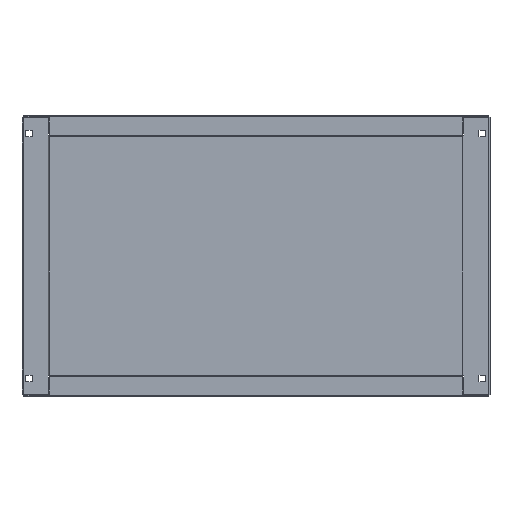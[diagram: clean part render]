
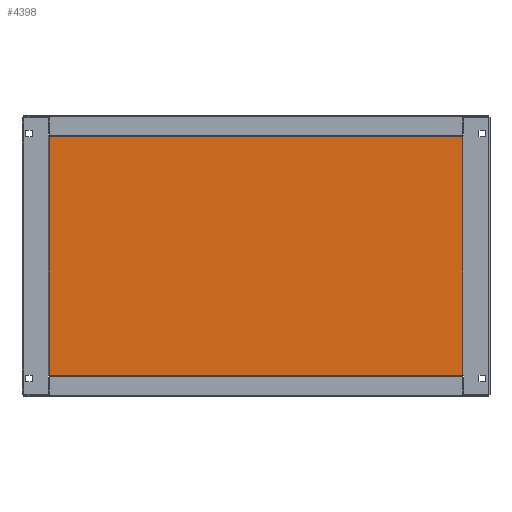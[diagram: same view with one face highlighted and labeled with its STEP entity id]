
A CAD part, top view. The second image highlights one B-rep face of the part: STEP entity #4398.
In plain terms, the highlighted planar face has unit normal (0, 0, 1).
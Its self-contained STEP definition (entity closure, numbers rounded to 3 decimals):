
#406 = EDGE_LOOP ( 'NONE', ( #983, #920, #1039, #970 ) ) ;
#920 = ORIENTED_EDGE ( 'NONE', *, *, #3726, .T. ) ;
#970 = ORIENTED_EDGE ( 'NONE', *, *, #3728, .T. ) ;
#983 = ORIENTED_EDGE ( 'NONE', *, *, #3727, .T. ) ;
#1039 = ORIENTED_EDGE ( 'NONE', *, *, #3725, .T. ) ;
#1132 = CARTESIAN_POINT ( 'NONE',  ( 295.49, 170.49, 1.5 ) ) ;
#1141 = CARTESIAN_POINT ( 'NONE',  ( -295.49, 170.49, 1.5 ) ) ;
#1631 = FACE_OUTER_BOUND ( 'NONE', #406, .T. ) ;
#1692 = LINE ( 'NONE', #3127, #1706 ) ;
#1701 = VECTOR ( 'NONE', #3072, 1000. ) ;
#1702 = LINE ( 'NONE', #3079, #1701 ) ;
#1703 = VECTOR ( 'NONE', #3086, 1000. ) ;
#1704 = LINE ( 'NONE', #3087, #1703 ) ;
#1706 = VECTOR ( 'NONE', #3092, 1000. ) ;
#1707 = VECTOR ( 'NONE', #3098, 1000. ) ;
#1709 = LINE ( 'NONE', #3103, #1707 ) ;
#2420 = DIRECTION ( 'NONE',  ( 0., 0., 1. ) ) ;
#2424 = DIRECTION ( 'NONE',  ( 1., 0., 0. ) ) ;
#2429 = PLANE ( 'NONE',  #3566 ) ;
#2443 = CARTESIAN_POINT ( 'NONE',  ( -295.5, -171.5, 1.5 ) ) ;
#2846 = CARTESIAN_POINT ( 'NONE',  ( -295.49, -170.49, 1.5 ) ) ;
#3059 = CARTESIAN_POINT ( 'NONE',  ( 295.49, -170.49, 1.5 ) ) ;
#3072 = DIRECTION ( 'NONE',  ( -1., 0., 0. ) ) ;
#3079 = CARTESIAN_POINT ( 'NONE',  ( 295.49, 170.49, 1.5 ) ) ;
#3086 = DIRECTION ( 'NONE',  ( 0., -1., 0. ) ) ;
#3087 = CARTESIAN_POINT ( 'NONE',  ( -295.49, 171.5, 1.5 ) ) ;
#3092 = DIRECTION ( 'NONE',  ( 1., 0., 0. ) ) ;
#3098 = DIRECTION ( 'NONE',  ( 0., 1., 0. ) ) ;
#3103 = CARTESIAN_POINT ( 'NONE',  ( 295.49, -171.5, 1.5 ) ) ;
#3127 = CARTESIAN_POINT ( 'NONE',  ( -295.49, -170.49, 1.5 ) ) ;
#3566 = AXIS2_PLACEMENT_3D ( 'NONE', #2443, #2420, #2424 ) ;
#3725 = EDGE_CURVE ( 'NONE', #3795, #4316, #1709, .T. ) ;
#3726 = EDGE_CURVE ( 'NONE', #3875, #3795, #1692, .T. ) ;
#3727 = EDGE_CURVE ( 'NONE', #4307, #3875, #1704, .T. ) ;
#3728 = EDGE_CURVE ( 'NONE', #4316, #4307, #1702, .T. ) ;
#3795 = VERTEX_POINT ( 'NONE', #3059 ) ;
#3875 = VERTEX_POINT ( 'NONE', #2846 ) ;
#4307 = VERTEX_POINT ( 'NONE', #1141 ) ;
#4316 = VERTEX_POINT ( 'NONE', #1132 ) ;
#4398 = ADVANCED_FACE ( 'NONE', ( #1631 ), #2429, .T. ) ;
